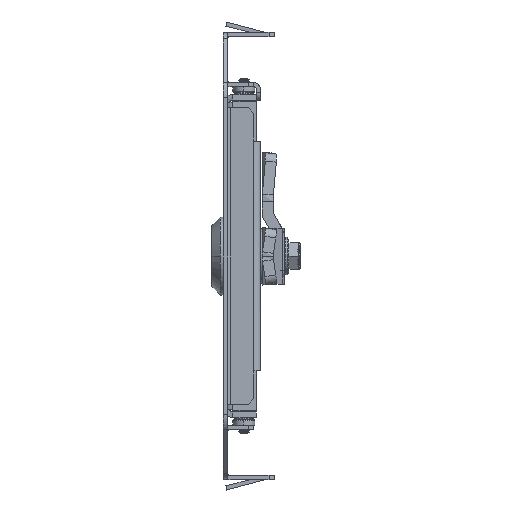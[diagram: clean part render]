
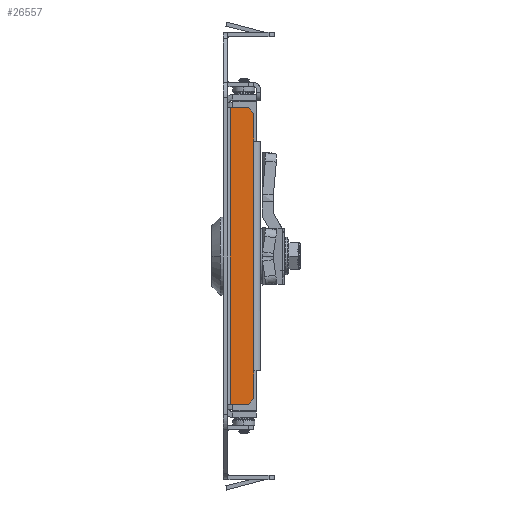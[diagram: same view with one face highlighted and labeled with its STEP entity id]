
A CAD part, left-side view. The second image highlights one B-rep face of the part: STEP entity #26557.
In plain terms, the highlighted planar face has unit normal (-1, 0, 0).
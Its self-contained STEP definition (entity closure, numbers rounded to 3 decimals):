
#36 = ORIENTED_EDGE ( 'NONE', *, *, #13999, .T. ) ;
#301 = LINE ( 'NONE', #15380, #29892 ) ;
#422 = VECTOR ( 'NONE', #9246, 1000. ) ;
#484 = DIRECTION ( 'NONE',  ( 0., -1., 0. ) ) ;
#500 = EDGE_CURVE ( 'NONE', #19191, #29169, #301, .T. ) ;
#791 = PLANE ( 'NONE',  #14906 ) ;
#792 = LINE ( 'NONE', #22817, #6211 ) ;
#1340 = DIRECTION ( 'NONE',  ( 0., 1., 0. ) ) ;
#1484 = VERTEX_POINT ( 'NONE', #19007 ) ;
#1669 = CARTESIAN_POINT ( 'NONE',  ( -112.5, -9., -53.25 ) ) ;
#2336 = EDGE_LOOP ( 'NONE', ( #13055, #29511, #23500, #36, #23154, #24501, #19181, #31098 ) ) ;
#4466 = CARTESIAN_POINT ( 'NONE',  ( -112.5, -11., -41.25 ) ) ;
#4683 = CARTESIAN_POINT ( 'NONE',  ( -112.5, -9., -53.25 ) ) ;
#5295 = VECTOR ( 'NONE', #24015, 1000. ) ;
#5865 = CARTESIAN_POINT ( 'NONE',  ( -112.5, -2.5, 53.25 ) ) ;
#6211 = VECTOR ( 'NONE', #18138, 1000. ) ;
#7158 = VECTOR ( 'NONE', #7850, 1000. ) ;
#7689 = DIRECTION ( 'NONE',  ( -1., 0., 0. ) ) ;
#7850 = DIRECTION ( 'NONE',  ( 0., 0., 1. ) ) ;
#7968 = LINE ( 'NONE', #17945, #25743 ) ;
#8558 = CARTESIAN_POINT ( 'NONE',  ( -112.5, 0., 53.25 ) ) ;
#9246 = DIRECTION ( 'NONE',  ( 0., 0.707, 0.707 ) ) ;
#9812 = VECTOR ( 'NONE', #21290, 1000. ) ;
#9895 = VERTEX_POINT ( 'NONE', #20271 ) ;
#10406 = CARTESIAN_POINT ( 'NONE',  ( -112.5, 0., 0. ) ) ;
#11773 = LINE ( 'NONE', #19012, #7158 ) ;
#11947 = LINE ( 'NONE', #16612, #5295 ) ;
#13055 = ORIENTED_EDGE ( 'NONE', *, *, #19841, .T. ) ;
#13986 = VERTEX_POINT ( 'NONE', #16766 ) ;
#13999 = EDGE_CURVE ( 'NONE', #29169, #9895, #11773, .T. ) ;
#14512 = VERTEX_POINT ( 'NONE', #24962 ) ;
#14906 = AXIS2_PLACEMENT_3D ( 'NONE', #10406, #7689, #484 ) ;
#15222 = DIRECTION ( 'NONE',  ( 0., 0., 1. ) ) ;
#15380 = CARTESIAN_POINT ( 'NONE',  ( -112.5, -11., 0. ) ) ;
#16612 = CARTESIAN_POINT ( 'NONE',  ( -112.5, 0., -53.25 ) ) ;
#16617 = EDGE_CURVE ( 'NONE', #18213, #19191, #28670, .T. ) ;
#16766 = CARTESIAN_POINT ( 'NONE',  ( -112.5, -2.5, -53.25 ) ) ;
#16986 = LINE ( 'NONE', #31093, #422 ) ;
#17531 = VERTEX_POINT ( 'NONE', #5865 ) ;
#17945 = CARTESIAN_POINT ( 'NONE',  ( -112.5, -2.5, 53.25 ) ) ;
#18138 = DIRECTION ( 'NONE',  ( 0., 0., 1. ) ) ;
#18213 = VERTEX_POINT ( 'NONE', #4683 ) ;
#19007 = CARTESIAN_POINT ( 'NONE',  ( -112.5, -11., 51.25 ) ) ;
#19012 = CARTESIAN_POINT ( 'NONE',  ( -112.5, -11., 0. ) ) ;
#19181 = ORIENTED_EDGE ( 'NONE', *, *, #23987, .T. ) ;
#19191 = VERTEX_POINT ( 'NONE', #28963 ) ;
#19841 = EDGE_CURVE ( 'NONE', #13986, #18213, #11947, .T. ) ;
#20050 = DIRECTION ( 'NONE',  ( 0., 0., -1. ) ) ;
#20271 = CARTESIAN_POINT ( 'NONE',  ( -112.5, -11., 41.25 ) ) ;
#21123 = LINE ( 'NONE', #8558, #22946 ) ;
#21290 = DIRECTION ( 'NONE',  ( 0., -0.707, 0.707 ) ) ;
#22817 = CARTESIAN_POINT ( 'NONE',  ( -112.5, -11., 0. ) ) ;
#22946 = VECTOR ( 'NONE', #1340, 1000. ) ;
#23154 = ORIENTED_EDGE ( 'NONE', *, *, #27844, .T. ) ;
#23500 = ORIENTED_EDGE ( 'NONE', *, *, #500, .T. ) ;
#23987 = EDGE_CURVE ( 'NONE', #14512, #17531, #21123, .T. ) ;
#24015 = DIRECTION ( 'NONE',  ( 0., -1., 0. ) ) ;
#24501 = ORIENTED_EDGE ( 'NONE', *, *, #24843, .T. ) ;
#24843 = EDGE_CURVE ( 'NONE', #1484, #14512, #16986, .T. ) ;
#24962 = CARTESIAN_POINT ( 'NONE',  ( -112.5, -9., 53.25 ) ) ;
#25743 = VECTOR ( 'NONE', #20050, 1000. ) ;
#26557 = ADVANCED_FACE ( 'NONE', ( #27304 ), #791, .T. ) ;
#27304 = FACE_OUTER_BOUND ( 'NONE', #2336, .T. ) ;
#27844 = EDGE_CURVE ( 'NONE', #9895, #1484, #792, .T. ) ;
#28291 = EDGE_CURVE ( 'NONE', #17531, #13986, #7968, .T. ) ;
#28670 = LINE ( 'NONE', #1669, #9812 ) ;
#28963 = CARTESIAN_POINT ( 'NONE',  ( -112.5, -11., -51.25 ) ) ;
#29169 = VERTEX_POINT ( 'NONE', #4466 ) ;
#29511 = ORIENTED_EDGE ( 'NONE', *, *, #16617, .T. ) ;
#29892 = VECTOR ( 'NONE', #15222, 1000. ) ;
#31093 = CARTESIAN_POINT ( 'NONE',  ( -112.5, -11., 51.25 ) ) ;
#31098 = ORIENTED_EDGE ( 'NONE', *, *, #28291, .T. ) ;
